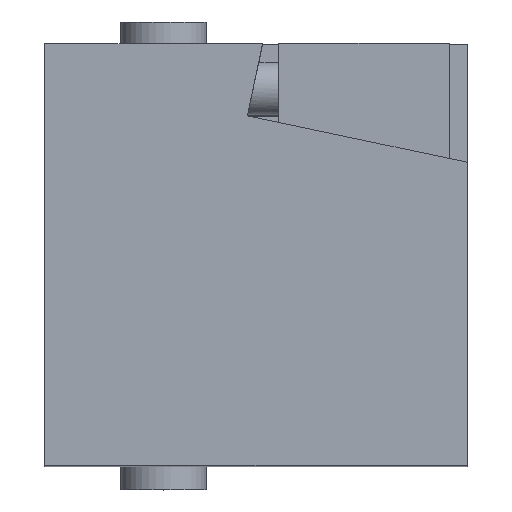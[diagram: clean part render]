
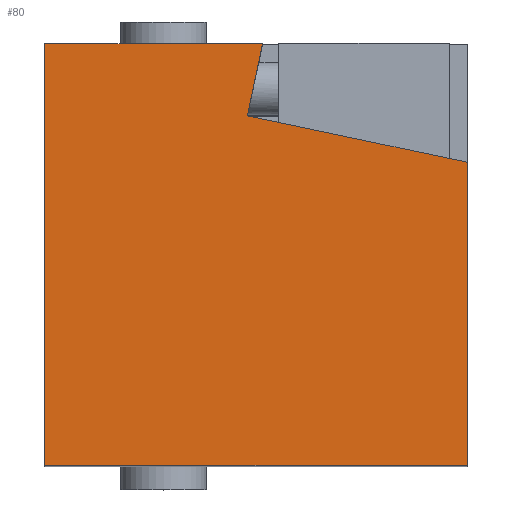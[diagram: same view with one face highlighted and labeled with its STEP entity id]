
A CAD part, top view. The second image highlights one B-rep face of the part: STEP entity #80.
In plain terms, the highlighted planar face has unit normal (0, 0, 1).
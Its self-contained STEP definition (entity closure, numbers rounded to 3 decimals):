
#49=FACE_OUTER_BOUND('',#191,.T.);
#80=ADVANCED_FACE('',(#49),#122,.F.);
#122=PLANE('',#781);
#191=EDGE_LOOP('',(#440,#441,#442,#443,#444,#445));
#241=LINE('',#1060,#305);
#253=LINE('',#1089,#317);
#256=LINE('',#1098,#320);
#269=LINE('',#1128,#333);
#271=LINE('',#1131,#335);
#272=LINE('',#1133,#336);
#305=VECTOR('',#850,1.);
#317=VECTOR('',#868,1.);
#320=VECTOR('',#875,1.);
#333=VECTOR('',#898,1.);
#335=VECTOR('',#902,1.);
#336=VECTOR('',#905,1.);
#440=ORIENTED_EDGE('',*,*,#650,.T.);
#441=ORIENTED_EDGE('',*,*,#684,.T.);
#442=ORIENTED_EDGE('',*,*,#664,.F.);
#443=ORIENTED_EDGE('',*,*,#687,.F.);
#444=ORIENTED_EDGE('',*,*,#668,.F.);
#445=ORIENTED_EDGE('',*,*,#686,.F.);
#583=VERTEX_POINT('',#1059);
#584=VERTEX_POINT('',#1061);
#592=VERTEX_POINT('',#1078);
#597=VERTEX_POINT('',#1088);
#601=VERTEX_POINT('',#1097);
#602=VERTEX_POINT('',#1099);
#650=EDGE_CURVE('',#584,#583,#241,.T.);
#664=EDGE_CURVE('',#597,#592,#253,.T.);
#668=EDGE_CURVE('',#601,#602,#256,.T.);
#684=EDGE_CURVE('',#583,#592,#269,.T.);
#686=EDGE_CURVE('',#584,#601,#271,.T.);
#687=EDGE_CURVE('',#602,#597,#272,.T.);
#781=AXIS2_PLACEMENT_3D('',#1134,#906,#907);
#850=DIRECTION('',(-0.978,0.206,0.));
#868=DIRECTION('',(1.,0.,0.));
#875=DIRECTION('',(-1.,0.,0.));
#898=DIRECTION('',(0.206,0.978,0.));
#902=DIRECTION('',(0.,-1.,0.));
#905=DIRECTION('',(0.,1.,0.));
#906=DIRECTION('',(0.,0.,-1.));
#907=DIRECTION('',(1.,0.,0.));
#1059=CARTESIAN_POINT('',(-33.306,52.923,0.));
#1060=CARTESIAN_POINT('',(0.,45.895,0.));
#1061=CARTESIAN_POINT('',(0.,45.895,0.));
#1078=CARTESIAN_POINT('',(-31.,63.85,0.));
#1088=CARTESIAN_POINT('',(-64.,63.85,0.));
#1089=CARTESIAN_POINT('',(-64.,63.85,0.));
#1097=CARTESIAN_POINT('',(0.,0.,
0.));
#1098=CARTESIAN_POINT('',(0.,0.,
0.));
#1099=CARTESIAN_POINT('',(-64.,0.,0.));
#1128=CARTESIAN_POINT('',(-33.306,52.923,0.));
#1131=CARTESIAN_POINT('',(0.,63.85,0.));
#1133=CARTESIAN_POINT('',(-64.,0.,0.));
#1134=CARTESIAN_POINT('',(-64.,0.,0.));
